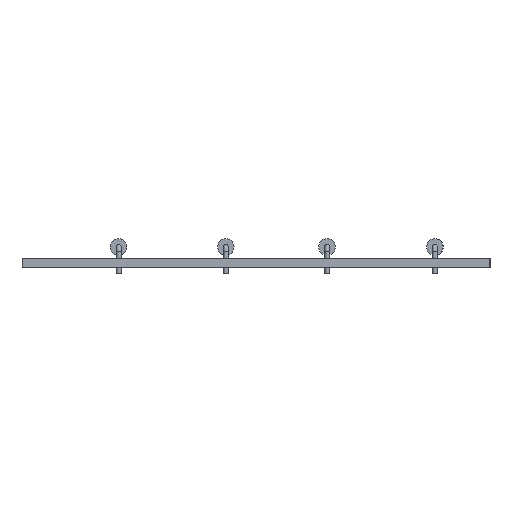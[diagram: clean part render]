
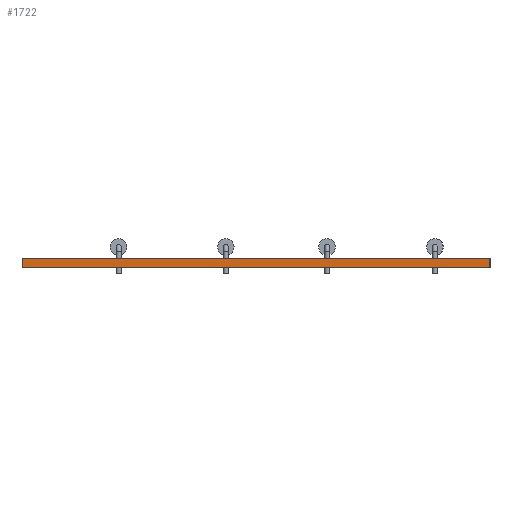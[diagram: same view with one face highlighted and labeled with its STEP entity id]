
A CAD part, left-side view. The second image highlights one B-rep face of the part: STEP entity #1722.
In plain terms, the highlighted planar face has unit normal (-1, 0, 0).
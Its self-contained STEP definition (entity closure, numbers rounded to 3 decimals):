
#464 = EDGE_CURVE('',#465,#467,#469,.T.);
#465 = VERTEX_POINT('',#466);
#466 = CARTESIAN_POINT('',(128.778,-45.669,0.));
#467 = VERTEX_POINT('',#468);
#468 = CARTESIAN_POINT('',(128.778,-45.669,1.51));
#469 = LINE('',#470,#471);
#470 = CARTESIAN_POINT('',(128.778,-45.669,0.));
#471 = VECTOR('',#472,1.);
#472 = DIRECTION('',(0.,0.,1.));
#528 = EDGE_CURVE('',#529,#465,#531,.T.);
#529 = VERTEX_POINT('',#530);
#530 = CARTESIAN_POINT('',(128.778,-122.428,0.));
#531 = LINE('',#532,#533);
#532 = CARTESIAN_POINT('',(128.778,-122.428,0.));
#533 = VECTOR('',#534,1.);
#534 = DIRECTION('',(0.,1.,0.));
#1128 = EDGE_CURVE('',#1129,#467,#1131,.T.);
#1129 = VERTEX_POINT('',#1130);
#1130 = CARTESIAN_POINT('',(128.778,-122.428,1.51));
#1131 = LINE('',#1132,#1133);
#1132 = CARTESIAN_POINT('',(128.778,-122.428,1.51));
#1133 = VECTOR('',#1134,1.);
#1134 = DIRECTION('',(0.,1.,0.));
#1722 = ADVANCED_FACE('',(#1723),#1734,.T.);
#1723 = FACE_BOUND('',#1724,.T.);
#1724 = EDGE_LOOP('',(#1725,#1731,#1732,#1733));
#1725 = ORIENTED_EDGE('',*,*,#1726,.T.);
#1726 = EDGE_CURVE('',#529,#1129,#1727,.T.);
#1727 = LINE('',#1728,#1729);
#1728 = CARTESIAN_POINT('',(128.778,-122.428,0.));
#1729 = VECTOR('',#1730,1.);
#1730 = DIRECTION('',(0.,0.,1.));
#1731 = ORIENTED_EDGE('',*,*,#1128,.T.);
#1732 = ORIENTED_EDGE('',*,*,#464,.F.);
#1733 = ORIENTED_EDGE('',*,*,#528,.F.);
#1734 = PLANE('',#1735);
#1735 = AXIS2_PLACEMENT_3D('',#1736,#1737,#1738);
#1736 = CARTESIAN_POINT('',(128.778,-122.428,0.));
#1737 = DIRECTION('',(-1.,0.,0.));
#1738 = DIRECTION('',(0.,1.,0.));
